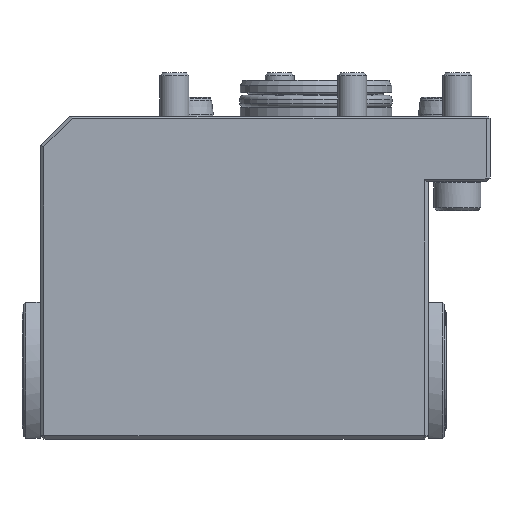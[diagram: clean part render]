
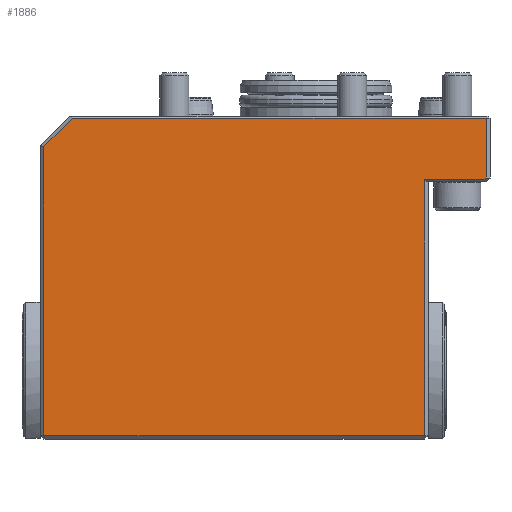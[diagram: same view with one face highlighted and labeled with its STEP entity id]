
A CAD part, front view. The second image highlights one B-rep face of the part: STEP entity #1886.
In plain terms, the highlighted planar face has unit normal (0, -1, 0).
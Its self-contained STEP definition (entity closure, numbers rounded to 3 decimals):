
#91=LINE('',#3331,#202);
#99=LINE('',#3347,#210);
#100=LINE('',#3349,#211);
#107=LINE('',#3361,#218);
#137=LINE('',#3416,#248);
#144=LINE('',#3433,#255);
#148=LINE('',#3440,#259);
#149=LINE('',#3442,#260);
#202=VECTOR('',#2400,1000.);
#210=VECTOR('',#2410,1000.);
#211=VECTOR('',#2413,1000.);
#218=VECTOR('',#2426,1000.);
#248=VECTOR('',#2478,1000.);
#255=VECTOR('',#2495,1000.);
#259=VECTOR('',#2501,1000.);
#260=VECTOR('',#2504,1000.);
#593=ORIENTED_EDGE('',*,*,#952,.T.);
#594=ORIENTED_EDGE('',*,*,#951,.T.);
#595=ORIENTED_EDGE('',*,*,#947,.T.);
#596=ORIENTED_EDGE('',*,*,#938,.T.);
#597=ORIENTED_EDGE('',*,*,#901,.T.);
#598=ORIENTED_EDGE('',*,*,#908,.T.);
#599=ORIENTED_EDGE('',*,*,#900,.T.);
#600=ORIENTED_EDGE('',*,*,#892,.T.);
#892=EDGE_CURVE('',#1116,#1117,#91,.T.);
#900=EDGE_CURVE('',#1120,#1116,#99,.T.);
#901=EDGE_CURVE('',#1093,#1098,#100,.T.);
#908=EDGE_CURVE('',#1098,#1120,#107,.T.);
#938=EDGE_CURVE('',#1139,#1093,#137,.T.);
#947=EDGE_CURVE('',#1144,#1139,#144,.T.);
#951=EDGE_CURVE('',#1113,#1144,#148,.T.);
#952=EDGE_CURVE('',#1117,#1113,#149,.T.);
#1093=VERTEX_POINT('',#3273);
#1098=VERTEX_POINT('',#3284);
#1113=VERTEX_POINT('',#3322);
#1116=VERTEX_POINT('',#3332);
#1117=VERTEX_POINT('',#3333);
#1120=VERTEX_POINT('',#3341);
#1139=VERTEX_POINT('',#3417);
#1144=VERTEX_POINT('',#3434);
#1397=EDGE_LOOP('',(#593,#594,#595,#596,#597,#598,#599,#600));
#1612=FACE_BOUND('',#1397,.T.);
#1796=PLANE('',#2069);
#1886=ADVANCED_FACE('',(#1612),#1796,.T.);
#2069=AXIS2_PLACEMENT_3D('',#3443,#2505,#2506);
#2400=DIRECTION('',(0.816,0.,0.577));
#2410=DIRECTION('',(1.,0.,0.));
#2413=DIRECTION('',(1.,0.,0.));
#2426=DIRECTION('',(0.,0.,1.));
#2478=DIRECTION('',(0.,0.,-1.));
#2495=DIRECTION('',(-0.707,0.,-0.707));
#2501=DIRECTION('',(-1.,0.,0.));
#2504=DIRECTION('',(0.,0.,1.));
#2505=DIRECTION('',(0.,-1.,0.));
#2506=DIRECTION('',(1.,0.,0.));
#3273=CARTESIAN_POINT('',(-75.,-32.,-88.));
#3284=CARTESIAN_POINT('',(30.,-32.,-88.));
#3322=CARTESIAN_POINT('',(47.,-32.,-0.5));
#3331=CARTESIAN_POINT('',(-68.941,-32.,-98.983));
#3332=CARTESIAN_POINT('',(46.293,-32.,-17.5));
#3333=CARTESIAN_POINT('',(47.,-32.,-17.));
#3341=CARTESIAN_POINT('',(30.,-32.,-17.5));
#3347=CARTESIAN_POINT('',(45.586,-32.,-17.5));
#3349=CARTESIAN_POINT('',(30.,-32.,-88.));
#3361=CARTESIAN_POINT('',(30.,-32.,-18.));
#3416=CARTESIAN_POINT('',(-75.,-32.,-89.));
#3417=CARTESIAN_POINT('',(-75.,-32.,-8.414));
#3433=CARTESIAN_POINT('',(-115.793,-32.,-49.207));
#3434=CARTESIAN_POINT('',(-67.086,-32.,-0.5));
#3440=CARTESIAN_POINT('',(-66.586,-32.,-0.5));
#3442=CARTESIAN_POINT('',(47.,-32.,0.));
#3443=CARTESIAN_POINT('',(-76.,-32.,-89.));
